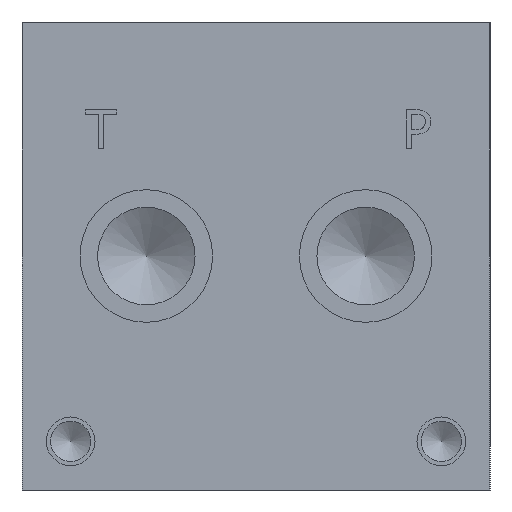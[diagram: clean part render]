
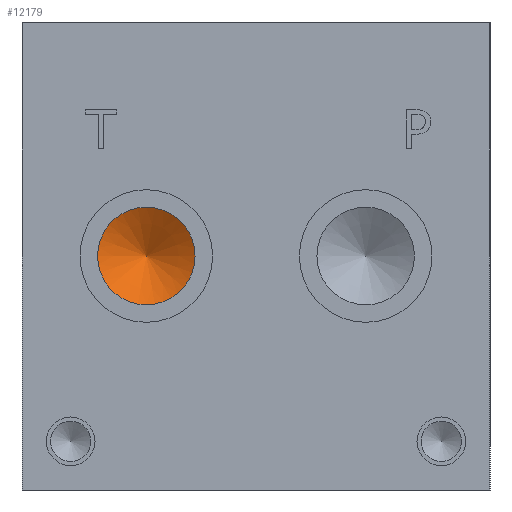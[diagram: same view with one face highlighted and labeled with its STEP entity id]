
A CAD part, left-side view. The second image highlights one B-rep face of the part: STEP entity #12179.
In plain terms, the highlighted conical face has half-angle 60 degrees and reference radius 3.969 mm.
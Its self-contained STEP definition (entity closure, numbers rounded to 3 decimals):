
#72=CONICAL_SURFACE('',#12722,3.969,1.047);
#153=CIRCLE('',#12723,7.938);
#154=CIRCLE('',#12724,7.938);
#1315=FACE_OUTER_BOUND('',#2009,.T.);
#2009=EDGE_LOOP('',(#10552,#10553,#10554,#10555));
#3247=LINE('',#20447,#4433);
#4433=VECTOR('',#14950,3.969);
#5804=VERTEX_POINT('',#20443);
#5805=VERTEX_POINT('',#20444);
#5806=VERTEX_POINT('',#20446);
#7439=EDGE_CURVE('',#5804,#5805,#153,.T.);
#7440=EDGE_CURVE('',#5805,#5806,#3247,.T.);
#7441=EDGE_CURVE('',#5805,#5804,#154,.T.);
#10552=ORIENTED_EDGE('',*,*,#7439,.T.);
#10553=ORIENTED_EDGE('',*,*,#7440,.T.);
#10554=ORIENTED_EDGE('',*,*,#7440,.F.);
#10555=ORIENTED_EDGE('',*,*,#7441,.T.);
#12179=ADVANCED_FACE('',(#1315),#72,.F.);
#12722=AXIS2_PLACEMENT_3D('',#20442,#14946,#14947);
#12723=AXIS2_PLACEMENT_3D('',#20445,#14948,#14949);
#12724=AXIS2_PLACEMENT_3D('',#20448,#14951,#14952);
#14946=DIRECTION('center_axis',(-1.,0.,0.));
#14947=DIRECTION('ref_axis',(0.,1.,0.));
#14948=DIRECTION('center_axis',(-1.,0.,0.));
#14949=DIRECTION('ref_axis',(0.,1.,0.));
#14950=DIRECTION('',(0.5,0.866,0.));
#14951=DIRECTION('center_axis',(-1.,0.,0.));
#14952=DIRECTION('ref_axis',(0.,1.,0.));
#20442=CARTESIAN_POINT('Origin',(18.117,55.956,38.1));
#20443=CARTESIAN_POINT('',(15.825,63.894,38.1));
#20444=CARTESIAN_POINT('',(15.825,48.019,38.1));
#20445=CARTESIAN_POINT('Origin',(15.825,55.956,38.1));
#20446=CARTESIAN_POINT('',(20.408,55.956,38.1));
#20447=CARTESIAN_POINT('',(18.117,51.987,38.1));
#20448=CARTESIAN_POINT('Origin',(15.825,55.956,38.1));
